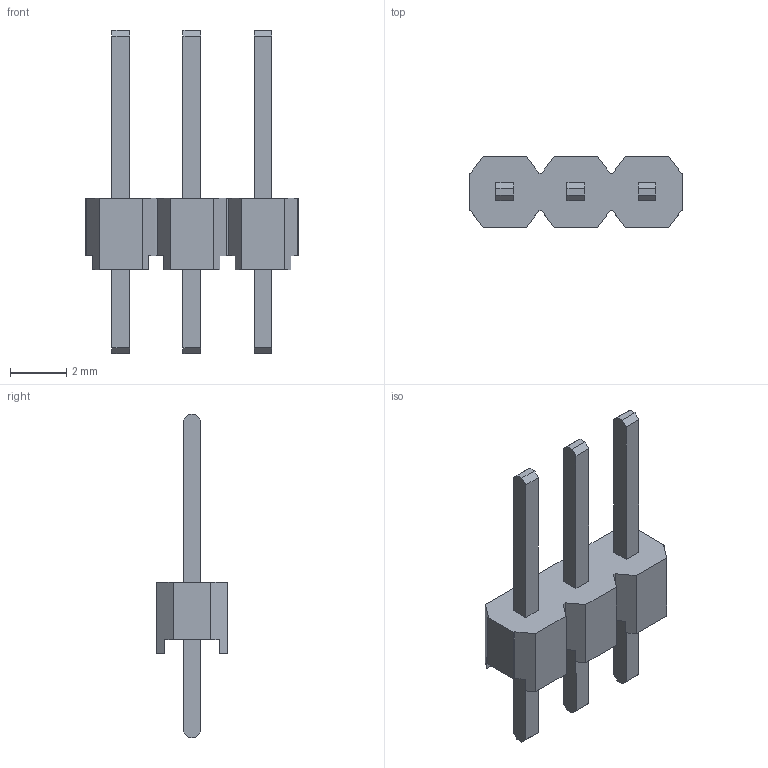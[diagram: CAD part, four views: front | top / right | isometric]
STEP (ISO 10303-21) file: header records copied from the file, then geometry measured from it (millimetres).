
FILE_DESCRIPTION (( 'STEP AP214' ), '1' );
FILE_NAME ('HDR-TH_3P-P2.54-M-LI-1X3P.step', '2022-07-02T12:20:59', ( '' ), ( '' ), 'SwSTEP 2.0', 'SolidWorks 2020', '' );
FILE_SCHEMA (( 'AUTOMOTIVE_DESIGN' ));
Length unit declared in the file: millimetre
Products named in the file (1): HDR-TH_3P-P2.54-M-LI-1X3P
Bounding box: 7.63 x 2.54 x 11.54 mm (x, y, z)
Volume: 48.5 mm3; surface area: 164.1 mm2
Topology: 1 solids, 1 shells, 368 faces, 1002 edges, 668 vertices
Faces by surface type: plane 254, bspline 114
Entity records: 15838 total; most frequent: CARTESIAN_POINT 4401, ORIENTED_EDGE 2004, DIRECTION 1280, EDGE_CURVE 1002, LINE 770, VECTOR 770, VERTEX_POINT 668, EDGE_LOOP 400
